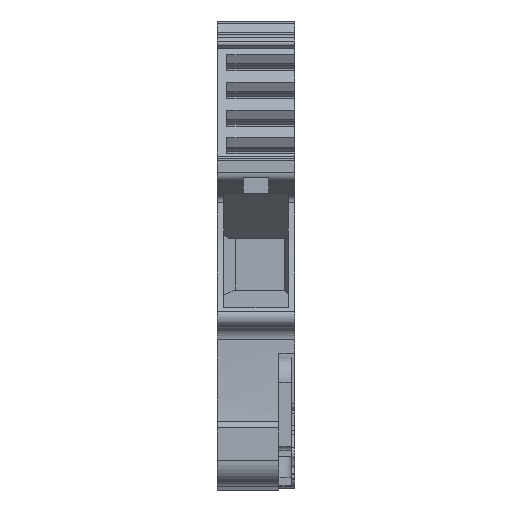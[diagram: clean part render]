
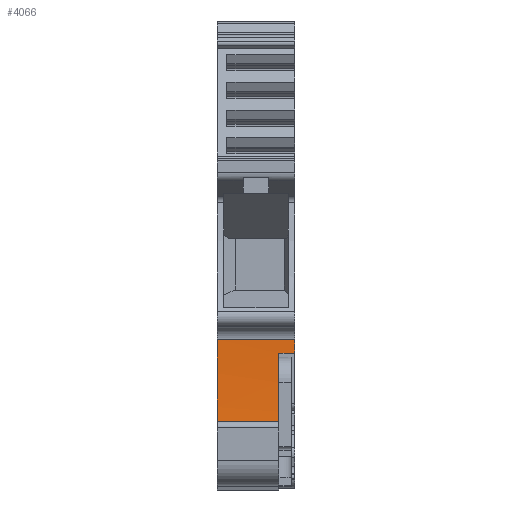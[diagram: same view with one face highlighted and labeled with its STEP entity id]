
A CAD part, front view. The second image highlights one B-rep face of the part: STEP entity #4066.
In plain terms, the highlighted cylindrical face has radius 71.34 mm (diameter 142.68 mm), a partial arc.
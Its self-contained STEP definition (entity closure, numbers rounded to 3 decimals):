
#1101=AXIS2_PLACEMENT_3D('Circle Axis2P3D',#1099,#1100,$) ;
#4030=AXIS2_PLACEMENT_3D('Cylinder Axis2P3D',#4027,#4028,#4029) ;
#4034=AXIS2_PLACEMENT_3D('Circle Axis2P3D',#4032,#4033,$) ;
#4048=AXIS2_PLACEMENT_3D('Circle Axis2P3D',#4046,#4047,$) ;
#1096=CARTESIAN_POINT('Vertex',(6.1,2.859,11.904)) ;
#1099=CARTESIAN_POINT('Axis2P3D Location',(6.1,-68.475,12.812)) ;
#1103=CARTESIAN_POINT('Vertex',(6.1,2.837,10.817)) ;
#4011=CARTESIAN_POINT('Vertex',(0.,2.859,11.904)) ;
#4014=CARTESIAN_POINT('Line Origine',(3.05,2.859,11.904)) ;
#4027=CARTESIAN_POINT('Axis2P3D Location',(3.05,-68.475,12.812)) ;
#4032=CARTESIAN_POINT('Axis2P3D Location',(4.85,-68.475,12.812)) ;
#4036=CARTESIAN_POINT('Vertex',(4.85,2.305,3.892)) ;
#4038=CARTESIAN_POINT('Vertex',(4.85,2.837,10.817)) ;
#4041=CARTESIAN_POINT('Line Origine',(3.05,2.837,10.817)) ;
#4046=CARTESIAN_POINT('Axis2P3D Location',(0.,-68.475,12.812)) ;
#4050=CARTESIAN_POINT('Vertex',(0.,2.305,3.892)) ;
#4053=CARTESIAN_POINT('Line Origine',(3.05,2.305,3.892)) ;
#1100=DIRECTION('Axis2P3D Direction',(1.,0.,0.)) ;
#4015=DIRECTION('Vector Direction',(1.,0.,0.)) ;
#4028=DIRECTION('Axis2P3D Direction',(1.,0.,0.)) ;
#4029=DIRECTION('Axis2P3D XDirection',(0.,0.992,-0.125)) ;
#4033=DIRECTION('Axis2P3D Direction',(1.,0.,0.)) ;
#4042=DIRECTION('Vector Direction',(1.,0.,0.)) ;
#4047=DIRECTION('Axis2P3D Direction',(1.,0.,0.)) ;
#4054=DIRECTION('Vector Direction',(1.,0.,0.)) ;
#4016=VECTOR('Line Direction',#4015,1.) ;
#4043=VECTOR('Line Direction',#4042,1.) ;
#4055=VECTOR('Line Direction',#4054,1.) ;
#4059=ORIENTED_EDGE('',*,*,#4040,.T.) ;
#4060=ORIENTED_EDGE('',*,*,#4045,.F.) ;
#4061=ORIENTED_EDGE('',*,*,#1105,.F.) ;
#4062=ORIENTED_EDGE('',*,*,#4018,.T.) ;
#4063=ORIENTED_EDGE('',*,*,#4052,.T.) ;
#4064=ORIENTED_EDGE('',*,*,#4057,.F.) ;
#4066=ADVANCED_FACE('K\X2\00F6\X0\rper.3',(#4065),#4031,.F.) ;
#1102=CIRCLE('generated circle',#1101,71.34) ;
#4035=CIRCLE('generated circle',#4034,71.34) ;
#4049=CIRCLE('generated circle',#4048,71.34) ;
#4031=CYLINDRICAL_SURFACE('generated cylinder',#4030,71.34) ;
#1105=EDGE_CURVE('',#1097,#1104,#1102,.F.) ;
#4018=EDGE_CURVE('',#1097,#4012,#4017,.F.) ;
#4040=EDGE_CURVE('',#4037,#4039,#4035,.T.) ;
#4045=EDGE_CURVE('',#1104,#4039,#4044,.F.) ;
#4052=EDGE_CURVE('',#4012,#4051,#4049,.F.) ;
#4057=EDGE_CURVE('',#4037,#4051,#4056,.F.) ;
#4058=EDGE_LOOP('',(#4059,#4060,#4061,#4062,#4063,#4064)) ;
#4065=FACE_OUTER_BOUND('',#4058,.T.) ;
#4017=LINE('Line',#4014,#4016) ;
#4044=LINE('Line',#4041,#4043) ;
#4056=LINE('Line',#4053,#4055) ;
#1097=VERTEX_POINT('',#1096) ;
#1104=VERTEX_POINT('',#1103) ;
#4012=VERTEX_POINT('',#4011) ;
#4037=VERTEX_POINT('',#4036) ;
#4039=VERTEX_POINT('',#4038) ;
#4051=VERTEX_POINT('',#4050) ;
